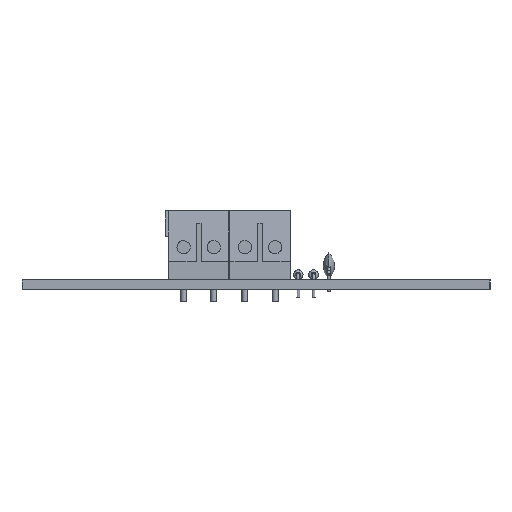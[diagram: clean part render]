
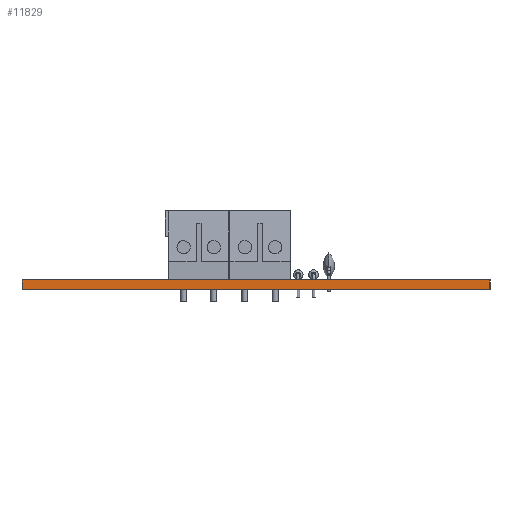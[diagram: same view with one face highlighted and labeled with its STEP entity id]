
A CAD part, left-side view. The second image highlights one B-rep face of the part: STEP entity #11829.
In plain terms, the highlighted planar face has unit normal (-1, 0, 0).
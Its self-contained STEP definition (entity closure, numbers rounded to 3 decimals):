
#11829 = ADVANCED_FACE('',(#11830),#11844,.F.);
#11830 = FACE_BOUND('',#11831,.F.);
#11831 = EDGE_LOOP('',(#11832,#11867,#11895,#11923));
#11832 = ORIENTED_EDGE('',*,*,#11833,.T.);
#11833 = EDGE_CURVE('',#11834,#11836,#11838,.T.);
#11834 = VERTEX_POINT('',#11835);
#11835 = CARTESIAN_POINT('',(25.4,-25.4,0.));
#11836 = VERTEX_POINT('',#11837);
#11837 = CARTESIAN_POINT('',(25.4,-25.4,1.6));
#11838 = SURFACE_CURVE('',#11839,(#11843,#11855),.PCURVE_S1.);
#11839 = LINE('',#11840,#11841);
#11840 = CARTESIAN_POINT('',(25.4,-25.4,0.));
#11841 = VECTOR('',#11842,1.);
#11842 = DIRECTION('',(0.,0.,1.));
#11843 = PCURVE('',#11844,#11849);
#11844 = PLANE('',#11845);
#11845 = AXIS2_PLACEMENT_3D('',#11846,#11847,#11848);
#11846 = CARTESIAN_POINT('',(25.4,-25.4,0.));
#11847 = DIRECTION('',(1.,0.,-0.));
#11848 = DIRECTION('',(0.,-1.,0.));
#11849 = DEFINITIONAL_REPRESENTATION('',(#11850),#11854);
#11850 = LINE('',#11851,#11852);
#11851 = CARTESIAN_POINT('',(0.,0.));
#11852 = VECTOR('',#11853,1.);
#11853 = DIRECTION('',(0.,-1.));
#11854 = ( GEOMETRIC_REPRESENTATION_CONTEXT(2) 
PARAMETRIC_REPRESENTATION_CONTEXT() REPRESENTATION_CONTEXT('2D SPACE',''
  ) );
#11855 = PCURVE('',#11856,#11861);
#11856 = PLANE('',#11857);
#11857 = AXIS2_PLACEMENT_3D('',#11858,#11859,#11860);
#11858 = CARTESIAN_POINT('',(156.21,-25.4,0.));
#11859 = DIRECTION('',(0.,-1.,0.));
#11860 = DIRECTION('',(-1.,0.,0.));
#11861 = DEFINITIONAL_REPRESENTATION('',(#11862),#11866);
#11862 = LINE('',#11863,#11864);
#11863 = CARTESIAN_POINT('',(130.81,0.));
#11864 = VECTOR('',#11865,1.);
#11865 = DIRECTION('',(0.,-1.));
#11866 = ( GEOMETRIC_REPRESENTATION_CONTEXT(2) 
PARAMETRIC_REPRESENTATION_CONTEXT() REPRESENTATION_CONTEXT('2D SPACE',''
  ) );
#11867 = ORIENTED_EDGE('',*,*,#11868,.T.);
#11868 = EDGE_CURVE('',#11836,#11869,#11871,.T.);
#11869 = VERTEX_POINT('',#11870);
#11870 = CARTESIAN_POINT('',(25.4,-102.87,1.6));
#11871 = SURFACE_CURVE('',#11872,(#11876,#11883),.PCURVE_S1.);
#11872 = LINE('',#11873,#11874);
#11873 = CARTESIAN_POINT('',(25.4,-25.4,1.6));
#11874 = VECTOR('',#11875,1.);
#11875 = DIRECTION('',(0.,-1.,0.));
#11876 = PCURVE('',#11844,#11877);
#11877 = DEFINITIONAL_REPRESENTATION('',(#11878),#11882);
#11878 = LINE('',#11879,#11880);
#11879 = CARTESIAN_POINT('',(0.,-1.6));
#11880 = VECTOR('',#11881,1.);
#11881 = DIRECTION('',(1.,0.));
#11882 = ( GEOMETRIC_REPRESENTATION_CONTEXT(2) 
PARAMETRIC_REPRESENTATION_CONTEXT() REPRESENTATION_CONTEXT('2D SPACE',''
  ) );
#11883 = PCURVE('',#11884,#11889);
#11884 = PLANE('',#11885);
#11885 = AXIS2_PLACEMENT_3D('',#11886,#11887,#11888);
#11886 = CARTESIAN_POINT('',(90.805,-64.135,1.6));
#11887 = DIRECTION('',(0.,0.,1.));
#11888 = DIRECTION('',(1.,0.,-0.));
#11889 = DEFINITIONAL_REPRESENTATION('',(#11890),#11894);
#11890 = LINE('',#11891,#11892);
#11891 = CARTESIAN_POINT('',(-65.405,38.735));
#11892 = VECTOR('',#11893,1.);
#11893 = DIRECTION('',(0.,-1.));
#11894 = ( GEOMETRIC_REPRESENTATION_CONTEXT(2) 
PARAMETRIC_REPRESENTATION_CONTEXT() REPRESENTATION_CONTEXT('2D SPACE',''
  ) );
#11895 = ORIENTED_EDGE('',*,*,#11896,.F.);
#11896 = EDGE_CURVE('',#11897,#11869,#11899,.T.);
#11897 = VERTEX_POINT('',#11898);
#11898 = CARTESIAN_POINT('',(25.4,-102.87,0.));
#11899 = SURFACE_CURVE('',#11900,(#11904,#11911),.PCURVE_S1.);
#11900 = LINE('',#11901,#11902);
#11901 = CARTESIAN_POINT('',(25.4,-102.87,0.));
#11902 = VECTOR('',#11903,1.);
#11903 = DIRECTION('',(0.,0.,1.));
#11904 = PCURVE('',#11844,#11905);
#11905 = DEFINITIONAL_REPRESENTATION('',(#11906),#11910);
#11906 = LINE('',#11907,#11908);
#11907 = CARTESIAN_POINT('',(77.47,0.));
#11908 = VECTOR('',#11909,1.);
#11909 = DIRECTION('',(0.,-1.));
#11910 = ( GEOMETRIC_REPRESENTATION_CONTEXT(2) 
PARAMETRIC_REPRESENTATION_CONTEXT() REPRESENTATION_CONTEXT('2D SPACE',''
  ) );
#11911 = PCURVE('',#11912,#11917);
#11912 = PLANE('',#11913);
#11913 = AXIS2_PLACEMENT_3D('',#11914,#11915,#11916);
#11914 = CARTESIAN_POINT('',(25.4,-102.87,0.));
#11915 = DIRECTION('',(0.,1.,0.));
#11916 = DIRECTION('',(1.,0.,0.));
#11917 = DEFINITIONAL_REPRESENTATION('',(#11918),#11922);
#11918 = LINE('',#11919,#11920);
#11919 = CARTESIAN_POINT('',(0.,0.));
#11920 = VECTOR('',#11921,1.);
#11921 = DIRECTION('',(0.,-1.));
#11922 = ( GEOMETRIC_REPRESENTATION_CONTEXT(2) 
PARAMETRIC_REPRESENTATION_CONTEXT() REPRESENTATION_CONTEXT('2D SPACE',''
  ) );
#11923 = ORIENTED_EDGE('',*,*,#11924,.F.);
#11924 = EDGE_CURVE('',#11834,#11897,#11925,.T.);
#11925 = SURFACE_CURVE('',#11926,(#11930,#11937),.PCURVE_S1.);
#11926 = LINE('',#11927,#11928);
#11927 = CARTESIAN_POINT('',(25.4,-25.4,0.));
#11928 = VECTOR('',#11929,1.);
#11929 = DIRECTION('',(0.,-1.,0.));
#11930 = PCURVE('',#11844,#11931);
#11931 = DEFINITIONAL_REPRESENTATION('',(#11932),#11936);
#11932 = LINE('',#11933,#11934);
#11933 = CARTESIAN_POINT('',(0.,0.));
#11934 = VECTOR('',#11935,1.);
#11935 = DIRECTION('',(1.,0.));
#11936 = ( GEOMETRIC_REPRESENTATION_CONTEXT(2) 
PARAMETRIC_REPRESENTATION_CONTEXT() REPRESENTATION_CONTEXT('2D SPACE',''
  ) );
#11937 = PCURVE('',#11938,#11943);
#11938 = PLANE('',#11939);
#11939 = AXIS2_PLACEMENT_3D('',#11940,#11941,#11942);
#11940 = CARTESIAN_POINT('',(90.805,-64.135,0.));
#11941 = DIRECTION('',(0.,0.,1.));
#11942 = DIRECTION('',(1.,0.,-0.));
#11943 = DEFINITIONAL_REPRESENTATION('',(#11944),#11948);
#11944 = LINE('',#11945,#11946);
#11945 = CARTESIAN_POINT('',(-65.405,38.735));
#11946 = VECTOR('',#11947,1.);
#11947 = DIRECTION('',(0.,-1.));
#11948 = ( GEOMETRIC_REPRESENTATION_CONTEXT(2) 
PARAMETRIC_REPRESENTATION_CONTEXT() REPRESENTATION_CONTEXT('2D SPACE',''
  ) );
